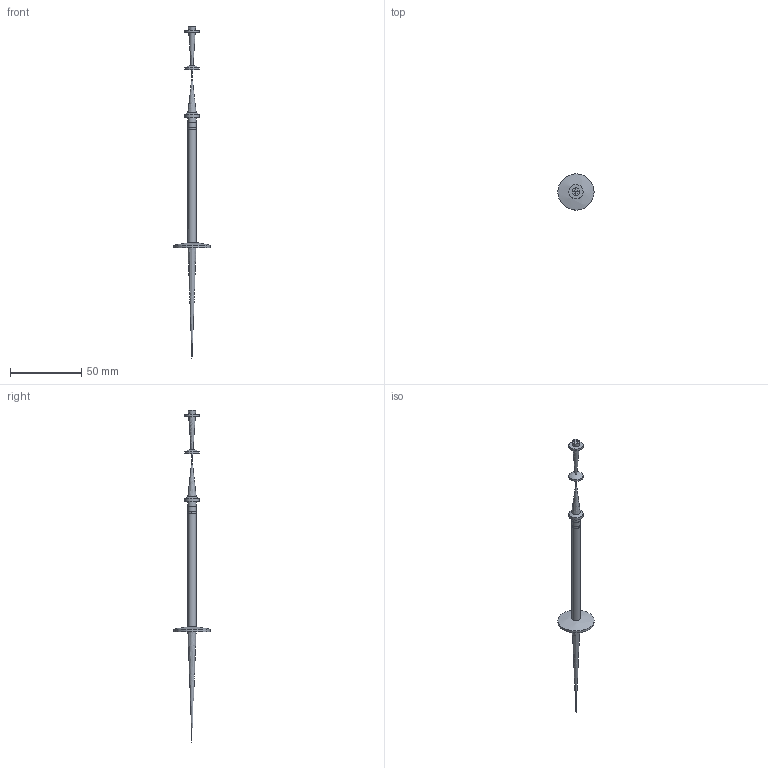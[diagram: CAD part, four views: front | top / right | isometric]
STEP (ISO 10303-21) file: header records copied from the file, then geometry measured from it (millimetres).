
FILE_DESCRIPTION ((), '1');
FILE_NAME ('fixed_lgs_wfs_gd_fixed_window.STP', '2009-11-22T12:36:23', ('Unknown'), ('Unknown'), 'HarmonyWare STEP v1.4.0', 'HarmonyWare Translators', '');
FILE_SCHEMA (('CONFIG_CONTROL_DESIGN'));
Length unit declared in the file: millimetre
Products named in the file (17): product-name
Bounding box: 25.37 x 25.36 x 233.65 mm (x, y, z)
Volume: 5675.8 mm3; surface area: 5372.4 mm2
Topology: 17 solids, 17 shells, 214 faces, 587 edges, 224 vertices
Faces by surface type: bspline 201, plane 5, sphere 4, cylinder 4
Full cylindrical faces by diameter (mm): 10 x3, 25.4 x1
Entity records: 8782 total; most frequent: CARTESIAN_POINT 4485, ORIENTED_EDGE 804, EDGE_CURVE 402, B_SPLINE_CURVE_WITH_KNOTS 391, VERTEX_POINT 224, EDGE_LOOP 216, FACE_OUTER_BOUND 214, ADVANCED_FACE 214
